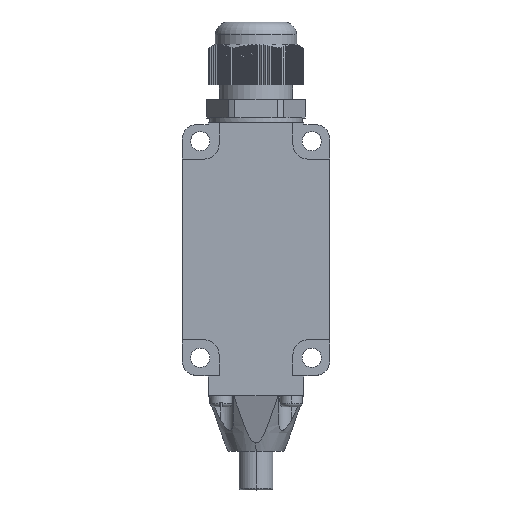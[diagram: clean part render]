
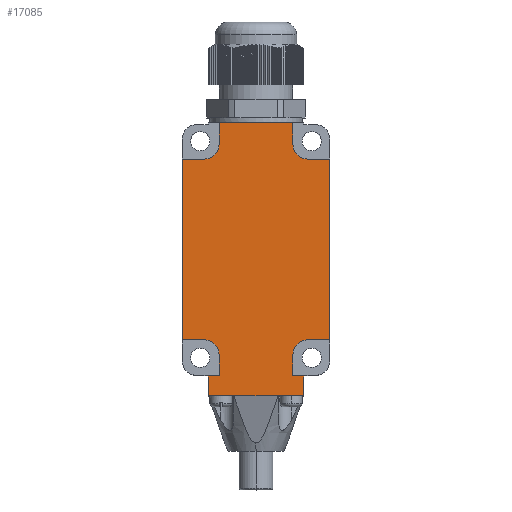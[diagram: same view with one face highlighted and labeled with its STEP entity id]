
A CAD part, top view. The second image highlights one B-rep face of the part: STEP entity #17085.
In plain terms, the highlighted face is planar.
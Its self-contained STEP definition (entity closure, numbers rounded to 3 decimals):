
#11728=DIRECTION('',(-1.,0.,0.));
#11729=VECTOR('',#11728,6.846);
#11730=CARTESIAN_POINT('',(-6.054,0.,-39.5));
#11731=LINE('',#11730,#11729);
#11817=DIRECTION('',(-1.,0.,0.));
#11818=VECTOR('',#11817,6.846);
#11819=CARTESIAN_POINT('',(12.9,0.,-39.5));
#11820=LINE('',#11819,#11818);
#12185=DIRECTION('',(1.,0.,0.));
#12186=VECTOR('',#12185,12.108);
#12187=CARTESIAN_POINT('',(-6.054,0.,-39.5));
#12188=LINE('',#12187,#12186);
#12189=DIRECTION('',(1.,0.,0.));
#12190=VECTOR('',#12189,3.);
#12191=CARTESIAN_POINT('',(-13.,0.,-34.));
#12192=LINE('',#12191,#12190);
#12193=DIRECTION('',(0.,0.,1.));
#12194=VECTOR('',#12193,5.65);
#12195=CARTESIAN_POINT('',(-10.,0.,-34.));
#12196=LINE('',#12195,#12194);
#12197=CARTESIAN_POINT('',(-14.,0.,-28.35));
#12198=DIRECTION('',(0.,-1.,0.));
#12199=DIRECTION('',(1.,0.,0.));
#12200=AXIS2_PLACEMENT_3D('',#12197,#12198,#12199);
#12202=DIRECTION('',(1.,0.,0.));
#12203=VECTOR('',#12202,6.);
#12204=CARTESIAN_POINT('',(-20.,0.,-24.35));
#12205=LINE('',#12204,#12203);
#12206=DIRECTION('',(0.,0.,1.));
#12207=VECTOR('',#12206,49.);
#12208=CARTESIAN_POINT('',(-20.,0.,-24.35));
#12209=LINE('',#12208,#12207);
#12210=DIRECTION('',(1.,0.,0.));
#12211=VECTOR('',#12210,6.);
#12212=CARTESIAN_POINT('',(-20.,0.,24.65));
#12213=LINE('',#12212,#12211);
#12214=CARTESIAN_POINT('',(-14.,0.,28.65));
#12215=DIRECTION('',(0.,-1.,0.));
#12216=DIRECTION('',(0.,0.,-1.));
#12217=AXIS2_PLACEMENT_3D('',#12214,#12215,#12216);
#12219=DIRECTION('',(0.,0.,-1.));
#12220=VECTOR('',#12219,5.85);
#12221=CARTESIAN_POINT('',(-10.,0.,34.5));
#12222=LINE('',#12221,#12220);
#12223=DIRECTION('',(1.,0.,0.));
#12224=VECTOR('',#12223,20.);
#12225=CARTESIAN_POINT('',(-10.,0.,34.5));
#12226=LINE('',#12225,#12224);
#12227=DIRECTION('',(0.,0.,-1.));
#12228=VECTOR('',#12227,5.85);
#12229=CARTESIAN_POINT('',(10.,0.,34.5));
#12230=LINE('',#12229,#12228);
#12231=CARTESIAN_POINT('',(14.,0.,28.65));
#12232=DIRECTION('',(0.,-1.,0.));
#12233=DIRECTION('',(-1.,0.,0.));
#12234=AXIS2_PLACEMENT_3D('',#12231,#12232,#12233);
#12236=DIRECTION('',(-1.,0.,0.));
#12237=VECTOR('',#12236,6.);
#12238=CARTESIAN_POINT('',(20.,0.,24.65));
#12239=LINE('',#12238,#12237);
#12240=DIRECTION('',(0.,0.,-1.));
#12241=VECTOR('',#12240,49.);
#12242=CARTESIAN_POINT('',(20.,0.,24.65));
#12243=LINE('',#12242,#12241);
#12244=DIRECTION('',(-1.,0.,0.));
#12245=VECTOR('',#12244,6.);
#12246=CARTESIAN_POINT('',(20.,0.,-24.35));
#12247=LINE('',#12246,#12245);
#12248=CARTESIAN_POINT('',(14.,0.,-28.35));
#12249=DIRECTION('',(0.,-1.,0.));
#12250=DIRECTION('',(0.,0.,1.));
#12251=AXIS2_PLACEMENT_3D('',#12248,#12249,#12250);
#12253=DIRECTION('',(0.,0.,-1.));
#12254=VECTOR('',#12253,5.65);
#12255=CARTESIAN_POINT('',(10.,0.,-28.35));
#12256=LINE('',#12255,#12254);
#12257=DIRECTION('',(1.,0.,0.));
#12258=VECTOR('',#12257,3.);
#12259=CARTESIAN_POINT('',(10.,0.,-34.));
#12260=LINE('',#12259,#12258);
#12261=DIRECTION('',(0.,0.,-1.));
#12262=VECTOR('',#12261,0.5);
#12263=CARTESIAN_POINT('',(13.,0.,-34.));
#12264=LINE('',#12263,#12262);
#12265=DIRECTION('',(0.,0.,-1.));
#12266=VECTOR('',#12265,5.);
#12267=CARTESIAN_POINT('',(12.9,0.,-34.5));
#12268=LINE('',#12267,#12266);
#12273=DIRECTION('',(0.,0.,-1.));
#12274=VECTOR('',#12273,5.);
#12275=CARTESIAN_POINT('',(-12.9,0.,-34.5));
#12276=LINE('',#12275,#12274);
#12302=DIRECTION('',(-1.,0.,0.));
#12303=VECTOR('',#12302,0.1);
#12304=CARTESIAN_POINT('',(13.,0.,-34.5));
#12305=LINE('',#12304,#12303);
#12328=DIRECTION('',(-1.,0.,0.));
#12329=VECTOR('',#12328,0.1);
#12330=CARTESIAN_POINT('',(-12.9,0.,-34.5));
#12331=LINE('',#12330,#12329);
#14584=DIRECTION('',(0.,0.,-1.));
#14585=VECTOR('',#14584,0.5);
#14586=CARTESIAN_POINT('',(-13.,0.,-34.));
#14587=LINE('',#14586,#14585);
#15952=CARTESIAN_POINT('',(13.,0.,-34.5));
#15954=VERTEX_POINT('',#15952);
#15955=CARTESIAN_POINT('',(-13.,0.,-34.5));
#15957=VERTEX_POINT('',#15955);
#16259=CARTESIAN_POINT('',(20.,0.,-24.35));
#16260=CARTESIAN_POINT('',(14.,0.,-24.35));
#16261=VERTEX_POINT('',#16259);
#16262=VERTEX_POINT('',#16260);
#16263=CARTESIAN_POINT('',(10.,0.,-28.35));
#16264=VERTEX_POINT('',#16263);
#16265=CARTESIAN_POINT('',(10.,0.,-34.));
#16266=VERTEX_POINT('',#16265);
#16267=CARTESIAN_POINT('',(13.,0.,-34.));
#16268=VERTEX_POINT('',#16267);
#16269=CARTESIAN_POINT('',(-13.,0.,-34.));
#16270=CARTESIAN_POINT('',(-10.,0.,-34.));
#16271=VERTEX_POINT('',#16269);
#16272=VERTEX_POINT('',#16270);
#16273=CARTESIAN_POINT('',(-10.,0.,-28.35));
#16274=VERTEX_POINT('',#16273);
#16275=CARTESIAN_POINT('',(-14.,0.,-24.35));
#16276=VERTEX_POINT('',#16275);
#16277=CARTESIAN_POINT('',(-20.,0.,-24.35));
#16278=VERTEX_POINT('',#16277);
#16279=CARTESIAN_POINT('',(10.,0.,34.5));
#16280=CARTESIAN_POINT('',(10.,0.,28.65));
#16281=VERTEX_POINT('',#16279);
#16282=VERTEX_POINT('',#16280);
#16283=CARTESIAN_POINT('',(14.,0.,24.65));
#16284=VERTEX_POINT('',#16283);
#16285=CARTESIAN_POINT('',(20.,0.,24.65));
#16286=VERTEX_POINT('',#16285);
#16287=CARTESIAN_POINT('',(-20.,0.,24.65));
#16288=CARTESIAN_POINT('',(-14.,0.,24.65));
#16289=VERTEX_POINT('',#16287);
#16290=VERTEX_POINT('',#16288);
#16291=CARTESIAN_POINT('',(-10.,0.,28.65));
#16292=VERTEX_POINT('',#16291);
#16293=CARTESIAN_POINT('',(-10.,0.,34.5));
#16294=VERTEX_POINT('',#16293);
#16323=CARTESIAN_POINT('',(12.9,0.,-34.5));
#16325=VERTEX_POINT('',#16323);
#16327=CARTESIAN_POINT('',(-12.9,0.,-34.5));
#16329=VERTEX_POINT('',#16327);
#16335=CARTESIAN_POINT('',(12.9,0.,-39.5));
#16336=VERTEX_POINT('',#16335);
#16337=CARTESIAN_POINT('',(-12.9,0.,-39.5));
#16338=VERTEX_POINT('',#16337);
#16375=CARTESIAN_POINT('',(-6.054,0.,-39.5));
#16376=CARTESIAN_POINT('',(6.054,0.,-39.5));
#16377=VERTEX_POINT('',#16375);
#16378=VERTEX_POINT('',#16376);
#17030=CARTESIAN_POINT('',(0.,0.,0.));
#17031=DIRECTION('',(0.,1.,0.));
#17032=DIRECTION('',(1.,0.,0.));
#17033=AXIS2_PLACEMENT_3D('',#17030,#17031,#17032);
#17034=PLANE('',#17033);
#17035=ORIENTED_EDGE('',*,*,#16934,.F.);
#17036=ORIENTED_EDGE('',*,*,#16797,.T.);
#17038=ORIENTED_EDGE('',*,*,#17037,.F.);
#17040=ORIENTED_EDGE('',*,*,#17039,.T.);
#17042=ORIENTED_EDGE('',*,*,#17041,.F.);
#17044=ORIENTED_EDGE('',*,*,#17043,.T.);
#17046=ORIENTED_EDGE('',*,*,#17045,.T.);
#17048=ORIENTED_EDGE('',*,*,#17047,.T.);
#17050=ORIENTED_EDGE('',*,*,#17049,.F.);
#17052=ORIENTED_EDGE('',*,*,#17051,.T.);
#17054=ORIENTED_EDGE('',*,*,#17053,.T.);
#17056=ORIENTED_EDGE('',*,*,#17055,.T.);
#17058=ORIENTED_EDGE('',*,*,#17057,.F.);
#17060=ORIENTED_EDGE('',*,*,#17059,.T.);
#17062=ORIENTED_EDGE('',*,*,#17061,.T.);
#17064=ORIENTED_EDGE('',*,*,#17063,.T.);
#17066=ORIENTED_EDGE('',*,*,#17065,.F.);
#17068=ORIENTED_EDGE('',*,*,#17067,.T.);
#17070=ORIENTED_EDGE('',*,*,#17069,.T.);
#17072=ORIENTED_EDGE('',*,*,#17071,.T.);
#17074=ORIENTED_EDGE('',*,*,#17073,.T.);
#17076=ORIENTED_EDGE('',*,*,#17075,.T.);
#17078=ORIENTED_EDGE('',*,*,#17077,.T.);
#17080=ORIENTED_EDGE('',*,*,#17079,.T.);
#17081=ORIENTED_EDGE('',*,*,#17009,.T.);
#17082=ORIENTED_EDGE('',*,*,#16879,.T.);
#17083=EDGE_LOOP('',(#17035,#17036,#17038,#17040,#17042,#17044,#17046,#17048,
#17050,#17052,#17054,#17056,#17058,#17060,#17062,#17064,#17066,#17068,#17070,
#17072,#17074,#17076,#17078,#17080,#17081,#17082));
#17084=FACE_OUTER_BOUND('',#17083,.F.);
#12201=CIRCLE('',#12200,4.);
#12218=CIRCLE('',#12217,4.);
#12235=CIRCLE('',#12234,4.);
#12252=CIRCLE('',#12251,4.);
#16797=EDGE_CURVE('',#16377,#16338,#11731,.T.);
#16879=EDGE_CURVE('',#16336,#16378,#11820,.T.);
#16934=EDGE_CURVE('',#16377,#16378,#12188,.T.);
#17009=EDGE_CURVE('',#16325,#16336,#12268,.T.);
#17037=EDGE_CURVE('',#16329,#16338,#12276,.T.);
#17039=EDGE_CURVE('',#16329,#15957,#12331,.T.);
#17041=EDGE_CURVE('',#16271,#15957,#14587,.T.);
#17043=EDGE_CURVE('',#16271,#16272,#12192,.T.);
#17045=EDGE_CURVE('',#16272,#16274,#12196,.T.);
#17047=EDGE_CURVE('',#16274,#16276,#12201,.T.);
#17049=EDGE_CURVE('',#16278,#16276,#12205,.T.);
#17051=EDGE_CURVE('',#16278,#16289,#12209,.T.);
#17053=EDGE_CURVE('',#16289,#16290,#12213,.T.);
#17055=EDGE_CURVE('',#16290,#16292,#12218,.T.);
#17057=EDGE_CURVE('',#16294,#16292,#12222,.T.);
#17059=EDGE_CURVE('',#16294,#16281,#12226,.T.);
#17061=EDGE_CURVE('',#16281,#16282,#12230,.T.);
#17063=EDGE_CURVE('',#16282,#16284,#12235,.T.);
#17065=EDGE_CURVE('',#16286,#16284,#12239,.T.);
#17067=EDGE_CURVE('',#16286,#16261,#12243,.T.);
#17069=EDGE_CURVE('',#16261,#16262,#12247,.T.);
#17071=EDGE_CURVE('',#16262,#16264,#12252,.T.);
#17073=EDGE_CURVE('',#16264,#16266,#12256,.T.);
#17075=EDGE_CURVE('',#16266,#16268,#12260,.T.);
#17077=EDGE_CURVE('',#16268,#15954,#12264,.T.);
#17079=EDGE_CURVE('',#15954,#16325,#12305,.T.);
#17085=ADVANCED_FACE('',(#17084),#17034,.F.);
